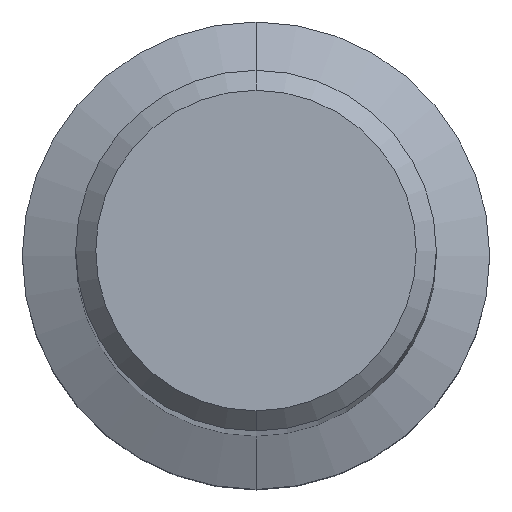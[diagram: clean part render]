
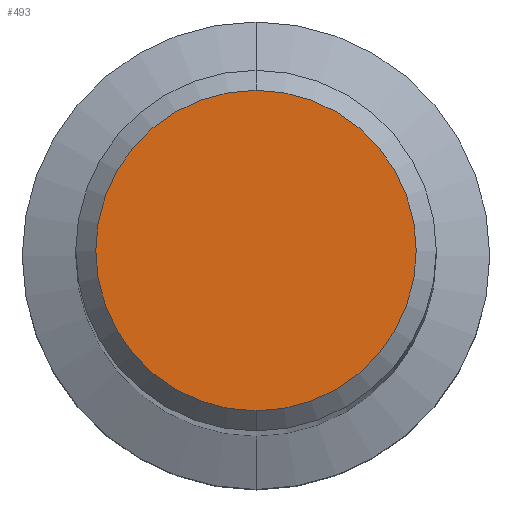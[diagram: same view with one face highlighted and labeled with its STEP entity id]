
A CAD part, top view. The second image highlights one B-rep face of the part: STEP entity #493.
In plain terms, the highlighted planar face has unit normal (0, 0, 1).
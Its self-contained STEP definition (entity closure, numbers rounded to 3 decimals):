
#223=VERTEX_POINT('',#579);
#467=VERTEX_POINT('',#855);
#475=EDGE_CURVE('',#467,#223,#863,.T.);
#477=EDGE_CURVE('',#223,#467,#865,.T.);
#493=ADVANCED_FACE('',(#882),#883,.T.);
#579=CARTESIAN_POINT('',(0.0,4.8,0.0));
#855=CARTESIAN_POINT('',(0.,-4.8,0.0));
#863=CIRCLE('',#1565,4.8);
#865=CIRCLE('',#1568,4.8);
#882=FACE_OUTER_BOUND('',#1602,.T.);
#883=PLANE('',#1603);
#1565=AXIS2_PLACEMENT_3D('',#2045,#2046,#2047);
#1568=AXIS2_PLACEMENT_3D('',#2048,#2049,#2050);
#1602=EDGE_LOOP('',(#2064,#2065));
#1603=AXIS2_PLACEMENT_3D('',#2066,#2067,#2068);
#2045=CARTESIAN_POINT('',(0.0,0.0,0.0));
#2046=DIRECTION('',(0.0,0.0,-1.0));
#2047=DIRECTION('',(0.0,1.0,0.0));
#2048=CARTESIAN_POINT('',(0.0,0.0,0.0));
#2049=DIRECTION('',(0.0,0.0,-1.0));
#2050=DIRECTION('',(0.0,1.0,0.0));
#2064=ORIENTED_EDGE('',*,*,#477,.F.);
#2065=ORIENTED_EDGE('',*,*,#475,.F.);
#2066=CARTESIAN_POINT('',(0.0,2.4,0.0));
#2067=DIRECTION('',(-0.0,0.0,1.0));
#2068=DIRECTION('',(0.0,-1.0,0.0));
